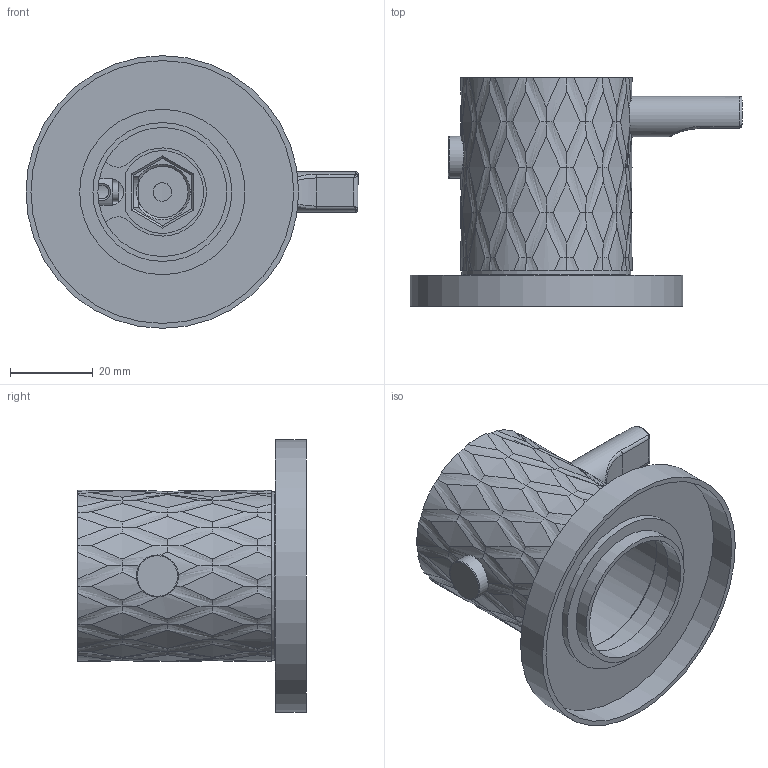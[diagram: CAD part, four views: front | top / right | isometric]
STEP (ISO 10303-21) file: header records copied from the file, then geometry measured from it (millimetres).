
FILE_DESCRIPTION (( 'STEP AP203' ), '1' );
FILE_NAME ('59CP12323.STEP', '2025-08-20T07:46:38', ( '' ), ( '' ), 'SwSTEP 2.0', 'SolidWorks 2021', '' );
FILE_SCHEMA (( 'CONFIG_CONTROL_DESIGN' ));
Products named in the file (1): 59CP12323
Bounding box: 80.35 x 55.36 x 66 mm (x, y, z)
Volume: 32263.9 mm3; surface area: 30960.6 mm2
Topology: 6 solids, 6 shells, 383 faces, 1000 edges, 631 vertices
Faces by surface type: bspline 166, cylinder 124, plane 64, cone 23, torus 4, sphere 2
Full cylindrical faces by diameter (mm): 3.1 x2, 3.3 x1, 4.15 x1, 4.5 x1, 4.65 x1, 4.8 x1, 5 x1, 6 x1, 9.8 x1, 10.1 x2, 10.2 x1, 12.5 x1, 25.6 x1, 28.6 x1, 31 x1, 31.2 x1, 31.6 x1, 33.6 x1, 36 x1, 37.343 x1, 37.8 x1, 37.9 x1, 38 x2, 40 x1, 40.85 x1, 63.6 x1, 66 x1
Entity records: 26717 total; most frequent: CARTESIAN_POINT 19503, ORIENTED_EDGE 1846, EDGE_CURVE 923, DIRECTION 744, B_SPLINE_CURVE_WITH_KNOTS 701, VERTEX_POINT 610, EDGE_LOOP 459, FACE_OUTER_BOUND 416
